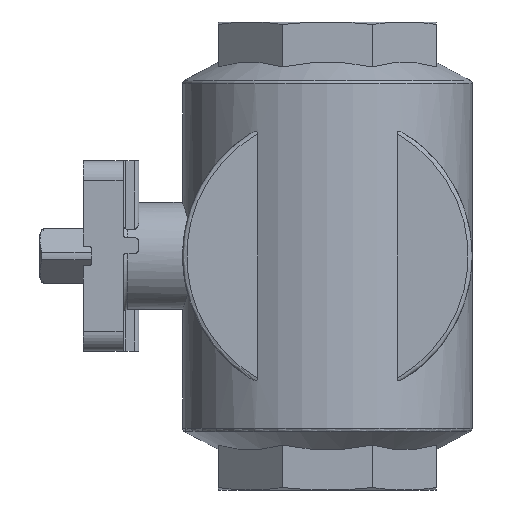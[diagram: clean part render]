
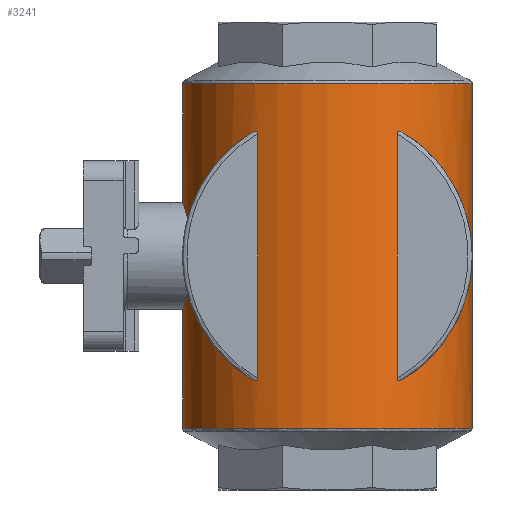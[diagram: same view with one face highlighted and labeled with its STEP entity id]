
A CAD part, left-side view. The second image highlights one B-rep face of the part: STEP entity #3241.
In plain terms, the highlighted cylindrical face has radius 36.5 mm (diameter 73 mm), a full revolution.
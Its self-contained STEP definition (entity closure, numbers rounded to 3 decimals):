
#23=ELLIPSE('',#3532,51.619,36.5);
#24=ELLIPSE('',#3533,51.619,36.5);
#25=ELLIPSE('',#3534,51.619,36.5);
#26=ELLIPSE('',#3535,51.619,36.5);
#27=ELLIPSE('',#3536,51.619,36.5);
#28=ELLIPSE('',#3537,51.619,36.5);
#152=B_SPLINE_CURVE_WITH_KNOTS('',3,(#5118,#5119,#5120,#5121,#5122,#5123,
#5124,#5125),.UNSPECIFIED.,.F.,.F.,(4,1,1,1,1,4),(0.032,0.037,
0.043,0.048,0.051,0.053),
 .UNSPECIFIED.);
#154=B_SPLINE_CURVE_WITH_KNOTS('',3,(#5136,#5137,#5138,#5139,#5140,#5141,
#5142),.UNSPECIFIED.,.F.,.F.,(4,1,1,1,4),(0.075,0.08,
0.085,0.09,0.096),.UNSPECIFIED.);
#175=B_SPLINE_CURVE_WITH_KNOTS('',3,(#5331,#5332,#5333,#5334,#5335,#5336,
#5337,#5338),.UNSPECIFIED.,.F.,.F.,(4,1,1,1,1,4),(0.,0.001,
0.001,0.002,0.002,0.002),
 .UNSPECIFIED.);
#176=B_SPLINE_CURVE_WITH_KNOTS('',3,(#5342,#5343,#5344,#5345,#5346,#5347,
#5348,#5349),.UNSPECIFIED.,.F.,.F.,(4,1,1,1,1,4),(0.003,0.003,
0.004,0.004,0.005,0.005),
 .UNSPECIFIED.);
#177=B_SPLINE_CURVE_WITH_KNOTS('',3,(#5356,#5357,#5358,#5359,#5360,#5361,
#5362,#5363),.UNSPECIFIED.,.F.,.F.,(4,1,1,1,1,4),(0.,0.001,
0.001,0.002,0.002,0.002),
 .UNSPECIFIED.);
#178=B_SPLINE_CURVE_WITH_KNOTS('',3,(#5367,#5368,#5369,#5370,#5371,#5372,
#5373,#5374),.UNSPECIFIED.,.F.,.F.,(4,1,1,1,1,4),(0.003,0.003,
0.004,0.004,0.005,0.005),
 .UNSPECIFIED.);
#431=LINE('',#5340,#616);
#432=LINE('',#5365,#617);
#616=VECTOR('',#4115,1000.);
#617=VECTOR('',#4122,1000.);
#990=ORIENTED_EDGE('',*,*,#1926,.F.);
#991=ORIENTED_EDGE('',*,*,#1872,.F.);
#992=ORIENTED_EDGE('',*,*,#1927,.F.);
#993=ORIENTED_EDGE('',*,*,#1928,.T.);
#994=ORIENTED_EDGE('',*,*,#1929,.F.);
#995=ORIENTED_EDGE('',*,*,#1930,.T.);
#996=ORIENTED_EDGE('',*,*,#1931,.F.);
#997=ORIENTED_EDGE('',*,*,#1870,.F.);
#998=ORIENTED_EDGE('',*,*,#1932,.F.);
#999=ORIENTED_EDGE('',*,*,#1933,.F.);
#1000=ORIENTED_EDGE('',*,*,#1934,.T.);
#1001=ORIENTED_EDGE('',*,*,#1935,.F.);
#1002=ORIENTED_EDGE('',*,*,#1936,.T.);
#1003=ORIENTED_EDGE('',*,*,#1937,.F.);
#1004=ORIENTED_EDGE('',*,*,#1938,.F.);
#1005=ORIENTED_EDGE('',*,*,#1939,.T.);
#1870=EDGE_CURVE('',#2328,#2329,#152,.T.);
#1872=EDGE_CURVE('',#2330,#2331,#154,.T.);
#1926=EDGE_CURVE('',#2374,#2374,#2594,.T.);
#1927=EDGE_CURVE('',#2375,#2330,#23,.T.);
#1928=EDGE_CURVE('',#2375,#2376,#175,.T.);
#1929=EDGE_CURVE('',#2377,#2376,#431,.F.);
#1930=EDGE_CURVE('',#2377,#2378,#176,.T.);
#1931=EDGE_CURVE('',#2329,#2378,#24,.F.);
#1932=EDGE_CURVE('',#2379,#2328,#25,.F.);
#1933=EDGE_CURVE('',#2380,#2379,#26,.F.);
#1934=EDGE_CURVE('',#2380,#2381,#177,.T.);
#1935=EDGE_CURVE('',#2382,#2381,#432,.T.);
#1936=EDGE_CURVE('',#2382,#2383,#178,.T.);
#1937=EDGE_CURVE('',#2379,#2383,#27,.T.);
#1938=EDGE_CURVE('',#2331,#2379,#28,.T.);
#1939=EDGE_CURVE('',#2384,#2384,#2595,.T.);
#2328=VERTEX_POINT('',#5126);
#2329=VERTEX_POINT('',#5127);
#2330=VERTEX_POINT('',#5135);
#2331=VERTEX_POINT('',#5143);
#2374=VERTEX_POINT('',#5328);
#2375=VERTEX_POINT('',#5330);
#2376=VERTEX_POINT('',#5339);
#2377=VERTEX_POINT('',#5341);
#2378=VERTEX_POINT('',#5350);
#2379=VERTEX_POINT('',#5353);
#2380=VERTEX_POINT('',#5355);
#2381=VERTEX_POINT('',#5364);
#2382=VERTEX_POINT('',#5366);
#2383=VERTEX_POINT('',#5375);
#2384=VERTEX_POINT('',#5379);
#2594=CIRCLE('',#3531,36.5);
#2595=CIRCLE('',#3538,36.5);
#2725=EDGE_LOOP('',(#990));
#2726=EDGE_LOOP('',(#991,#992,#993,#994,#995,#996,#997,#998,#999,#1000,
#1001,#1002,#1003,#1004));
#2727=EDGE_LOOP('',(#1005));
#2963=FACE_BOUND('',#2725,.T.);
#2964=FACE_BOUND('',#2726,.T.);
#2965=FACE_BOUND('',#2727,.T.);
#3163=CYLINDRICAL_SURFACE('',#3530,36.5);
#3241=ADVANCED_FACE('',(#2963,#2964,#2965),#3163,.T.);
#3530=AXIS2_PLACEMENT_3D('',#5326,#4109,#4110);
#3531=AXIS2_PLACEMENT_3D('',#5327,#4111,#4112);
#3532=AXIS2_PLACEMENT_3D('',#5329,#4113,#4114);
#3533=AXIS2_PLACEMENT_3D('',#5351,#4116,#4117);
#3534=AXIS2_PLACEMENT_3D('',#5352,#4118,#4119);
#3535=AXIS2_PLACEMENT_3D('',#5354,#4120,#4121);
#3536=AXIS2_PLACEMENT_3D('',#5376,#4123,#4124);
#3537=AXIS2_PLACEMENT_3D('',#5377,#4125,#4126);
#3538=AXIS2_PLACEMENT_3D('',#5378,#4127,#4128);
#4109=DIRECTION('',(0.,0.,-1.));
#4110=DIRECTION('',(0.,1.,0.));
#4111=DIRECTION('',(0.,0.,-1.));
#4112=DIRECTION('',(0.,1.,0.));
#4113=DIRECTION('',(-0.707,0.,-0.707));
#4114=DIRECTION('',(0.707,0.,-0.707));
#4115=DIRECTION('',(0.,0.,-1.));
#4116=DIRECTION('',(0.707,0.,-0.707));
#4117=DIRECTION('',(-0.707,0.,-0.707));
#4118=DIRECTION('',(-0.707,0.,-0.707));
#4119=DIRECTION('',(0.707,0.,-0.707));
#4120=DIRECTION('',(0.707,0.,-0.707));
#4121=DIRECTION('',(-0.707,0.,-0.707));
#4122=DIRECTION('',(0.,0.,-1.));
#4123=DIRECTION('',(-0.707,0.,-0.707));
#4124=DIRECTION('',(0.707,0.,-0.707));
#4125=DIRECTION('',(0.707,0.,-0.707));
#4126=DIRECTION('',(-0.707,0.,-0.707));
#4127=DIRECTION('',(0.,0.,-1.));
#4128=DIRECTION('',(0.,1.,0.));
#5118=CARTESIAN_POINT('',(9.546,35.23,-9.546));
#5119=CARTESIAN_POINT('',(8.307,35.565,-10.784));
#5120=CARTESIAN_POINT('',(5.344,36.224,-12.779));
#5121=CARTESIAN_POINT('',(0.008,36.637,-13.858));
#5122=CARTESIAN_POINT('',(-4.438,36.296,-12.968));
#5123=CARTESIAN_POINT('',(-7.573,35.729,-11.279));
#5124=CARTESIAN_POINT('',(-8.922,35.399,-10.17));
#5125=CARTESIAN_POINT('',(-9.546,35.23,-9.546));
#5126=CARTESIAN_POINT('',(9.546,35.23,-9.546));
#5127=CARTESIAN_POINT('',(-9.546,35.23,-9.546));
#5135=CARTESIAN_POINT('',(-9.546,35.23,9.546));
#5136=CARTESIAN_POINT('',(-9.546,35.23,9.546));
#5137=CARTESIAN_POINT('',(-8.308,35.565,10.784));
#5138=CARTESIAN_POINT('',(-5.341,36.225,12.78));
#5139=CARTESIAN_POINT('',(-0.007,36.638,13.859));
#5140=CARTESIAN_POINT('',(5.343,36.225,12.782));
#5141=CARTESIAN_POINT('',(8.313,35.564,10.779));
#5142=CARTESIAN_POINT('',(9.546,35.23,9.546));
#5143=CARTESIAN_POINT('',(9.546,35.23,9.546));
#5326=CARTESIAN_POINT('',(0.,0.,-59.));
#5327=CARTESIAN_POINT('',(0.,0.,-43.406));
#5328=CARTESIAN_POINT('',(0.,36.5,-43.406));
#5329=CARTESIAN_POINT('',(0.,0.,0.));
#5330=CARTESIAN_POINT('',(-31.,19.268,31.));
#5331=CARTESIAN_POINT('',(-31.,19.268,31.));
#5332=CARTESIAN_POINT('',(-31.091,19.122,31.091));
#5333=CARTESIAN_POINT('',(-31.275,18.821,31.247));
#5334=CARTESIAN_POINT('',(-31.562,18.336,31.386));
#5335=CARTESIAN_POINT('',(-31.81,17.9,31.384));
#5336=CARTESIAN_POINT('',(-31.975,17.602,31.155));
#5337=CARTESIAN_POINT('',(-32.,17.557,30.952));
#5338=CARTESIAN_POINT('',(-32.,17.557,30.854));
#5339=CARTESIAN_POINT('',(-32.,17.557,30.854));
#5340=CARTESIAN_POINT('',(-32.,17.557,-59.));
#5341=CARTESIAN_POINT('',(-32.,17.557,-30.854));
#5342=CARTESIAN_POINT('',(-32.,17.557,-30.854));
#5343=CARTESIAN_POINT('',(-32.,17.557,-30.952));
#5344=CARTESIAN_POINT('',(-31.976,17.602,-31.153));
#5345=CARTESIAN_POINT('',(-31.811,17.899,-31.384));
#5346=CARTESIAN_POINT('',(-31.562,18.335,-31.386));
#5347=CARTESIAN_POINT('',(-31.277,18.817,-31.249));
#5348=CARTESIAN_POINT('',(-31.091,19.122,-31.091));
#5349=CARTESIAN_POINT('',(-31.,19.268,-31.));
#5350=CARTESIAN_POINT('',(-31.,19.268,-31.));
#5351=CARTESIAN_POINT('',(0.,0.,0.));
#5352=CARTESIAN_POINT('',(0.,0.,0.));
#5353=CARTESIAN_POINT('',(0.,-36.5,0.));
#5354=CARTESIAN_POINT('',(0.,0.,0.));
#5355=CARTESIAN_POINT('',(-31.,-19.268,-31.));
#5356=CARTESIAN_POINT('',(-31.,-19.268,-31.));
#5357=CARTESIAN_POINT('',(-31.091,-19.122,-31.091));
#5358=CARTESIAN_POINT('',(-31.275,-18.821,-31.247));
#5359=CARTESIAN_POINT('',(-31.562,-18.336,-31.386));
#5360=CARTESIAN_POINT('',(-31.81,-17.9,-31.384));
#5361=CARTESIAN_POINT('',(-31.975,-17.602,-31.155));
#5362=CARTESIAN_POINT('',(-32.,-17.557,-30.952));
#5363=CARTESIAN_POINT('',(-32.,-17.557,-30.854));
#5364=CARTESIAN_POINT('',(-32.,-17.557,-30.854));
#5365=CARTESIAN_POINT('',(-32.,-17.557,-59.));
#5366=CARTESIAN_POINT('',(-32.,-17.557,30.854));
#5367=CARTESIAN_POINT('',(-32.,-17.557,30.854));
#5368=CARTESIAN_POINT('',(-32.,-17.557,30.952));
#5369=CARTESIAN_POINT('',(-31.976,-17.602,31.153));
#5370=CARTESIAN_POINT('',(-31.811,-17.899,31.384));
#5371=CARTESIAN_POINT('',(-31.562,-18.335,31.386));
#5372=CARTESIAN_POINT('',(-31.277,-18.817,31.249));
#5373=CARTESIAN_POINT('',(-31.091,-19.122,31.091));
#5374=CARTESIAN_POINT('',(-31.,-19.268,31.));
#5375=CARTESIAN_POINT('',(-31.,-19.268,31.));
#5376=CARTESIAN_POINT('',(0.,0.,0.));
#5377=CARTESIAN_POINT('',(0.,0.,0.));
#5378=CARTESIAN_POINT('',(0.,0.,43.406));
#5379=CARTESIAN_POINT('',(0.,36.5,43.406));
